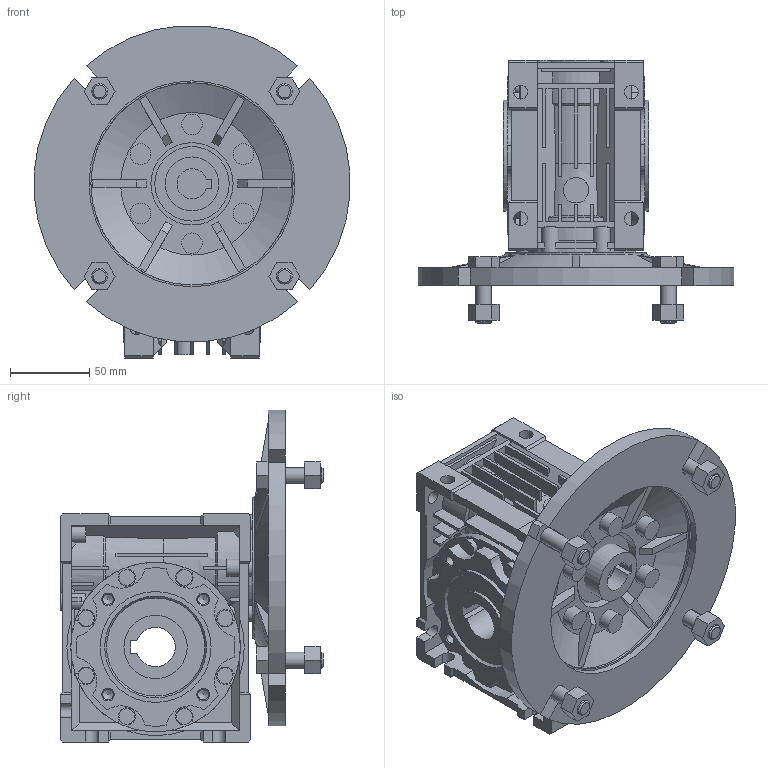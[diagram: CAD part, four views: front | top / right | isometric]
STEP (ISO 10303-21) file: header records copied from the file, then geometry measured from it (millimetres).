
FILE_DESCRIPTION(('STEP AP203'), '1');
FILE_NAME('凎劌膷闉 NMRV 050(80B5)', '', ('UNSPECIFIED'), ('UNSPECIFIED'), 'ASCON STEP Converter 1.3', 'ASCON Math Kernel', '');
FILE_SCHEMA(('CONFIG_CONTROL_DESIGN'));
Length unit declared in the file: millimetre
Products named in the file (5): _Gear unit 50; _050-25 (92); _VB 063-19 (19); _63-80 B5
Assembly tree (4 placements, depth 2):
  (unnamed)
    _Gear unit 50
    _050-25 (92)
    _VB 063-19 (19)
    _63-80 B5
Bounding box: 199.34 x 166 x 209.67 mm (x, y, z)
Volume: 1307912.7 mm3; surface area: 301307.5 mm2
Topology: 4 solids, 9 shells, 900 faces, 2398 edges, 1556 vertices
Faces by surface type: plane 628, cylinder 200, cone 70, torus 2
Full cylindrical faces by diameter (mm): 5.55 x4, 6.647 x8, 8.8 x8, 10 x16, 13 x6, 16 x1, 28 x1, 34 x2, 40 x2, 47 x1, 52 x1, 62 x1, 70 x2, 89 x1, 107 x1, 127.74 x1, 130 x1
Entity records: 36727 total; most frequent: CARTESIAN_POINT 7214, ORIENTED_EDGE 4610, DIRECTION 4447, EDGE_CURVE 2305, VERTEX_POINT 1548, AXIS2_PLACEMENT_3D 1493, LINE 1461, VECTOR 1461
